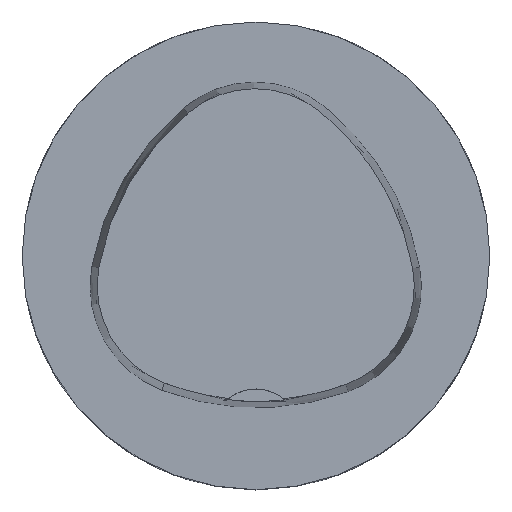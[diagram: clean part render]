
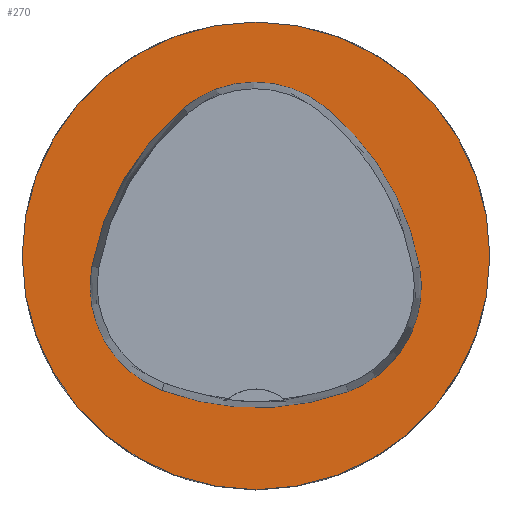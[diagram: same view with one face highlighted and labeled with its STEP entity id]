
A CAD part, top view. The second image highlights one B-rep face of the part: STEP entity #270.
In plain terms, the highlighted planar face has unit normal (0, 0, 1).
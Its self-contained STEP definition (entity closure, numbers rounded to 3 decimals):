
#270=ADVANCED_FACE('',(#649,#650),#342,.T.);
#342=PLANE('',#1773);
#649=FACE_BOUND('',#698,.T.);
#650=FACE_BOUND('',#699,.T.);
#698=EDGE_LOOP('',(#935,#936,#937,#938,#939,#940));
#699=EDGE_LOOP('',(#941));
#935=ORIENTED_EDGE('',*,*,#1464,.F.);
#936=ORIENTED_EDGE('',*,*,#1459,.F.);
#937=ORIENTED_EDGE('',*,*,#1454,.F.);
#938=ORIENTED_EDGE('',*,*,#1451,.F.);
#939=ORIENTED_EDGE('',*,*,#1448,.F.);
#940=ORIENTED_EDGE('',*,*,#1444,.F.);
#941=ORIENTED_EDGE('',*,*,#1435,.T.);
#1269=VERTEX_POINT('',#2586);
#1278=VERTEX_POINT('',#2605);
#1279=VERTEX_POINT('',#2606);
#1282=VERTEX_POINT('',#2614);
#1284=VERTEX_POINT('',#2620);
#1286=VERTEX_POINT('',#2626);
#1290=VERTEX_POINT('',#2639);
#1435=EDGE_CURVE('',#1269,#1269,#1584,.T.);
#1444=EDGE_CURVE('',#1278,#1279,#1585,.T.);
#1448=EDGE_CURVE('',#1279,#1282,#1587,.T.);
#1451=EDGE_CURVE('',#1282,#1284,#1589,.T.);
#1454=EDGE_CURVE('',#1284,#1286,#1591,.T.);
#1459=EDGE_CURVE('',#1286,#1290,#1594,.T.);
#1464=EDGE_CURVE('',#1290,#1278,#1597,.T.);
#1584=CIRCLE('',#1745,31.5);
#1585=CIRCLE('',#1751,36.);
#1587=CIRCLE('',#1754,15.);
#1589=CIRCLE('',#1757,36.);
#1591=CIRCLE('',#1760,15.);
#1594=CIRCLE('',#1764,36.);
#1597=CIRCLE('',#1768,15.);
#1745=AXIS2_PLACEMENT_3D('',#2585,#2030,#2031);
#1751=AXIS2_PLACEMENT_3D('',#2604,#2046,#2047);
#1754=AXIS2_PLACEMENT_3D('',#2613,#2054,#2055);
#1757=AXIS2_PLACEMENT_3D('',#2619,#2061,#2062);
#1760=AXIS2_PLACEMENT_3D('',#2625,#2068,#2069);
#1764=AXIS2_PLACEMENT_3D('',#2638,#2077,#2078);
#1768=AXIS2_PLACEMENT_3D('',#2651,#2086,#2087);
#1773=AXIS2_PLACEMENT_3D('',#2656,#2096,#2097);
#2030=DIRECTION('',(0.,0.,1.));
#2031=DIRECTION('',(1.,0.,0.));
#2046=DIRECTION('',(0.,0.,1.));
#2047=DIRECTION('',(1.,0.,0.));
#2054=DIRECTION('',(0.,0.,1.));
#2055=DIRECTION('',(1.,0.,0.));
#2061=DIRECTION('',(0.,0.,1.));
#2062=DIRECTION('',(1.,0.,0.));
#2068=DIRECTION('',(0.,0.,1.));
#2069=DIRECTION('',(1.,0.,0.));
#2077=DIRECTION('',(0.,0.,1.));
#2078=DIRECTION('',(1.,0.,0.));
#2086=DIRECTION('',(0.,0.,1.));
#2087=DIRECTION('',(1.,0.,0.));
#2096=DIRECTION('',(0.,0.,1.));
#2097=DIRECTION('',(-1.,0.,0.));
#2585=CARTESIAN_POINT('',(0.,0.,0.));
#2586=CARTESIAN_POINT('',(31.5,0.,0.));
#2604=CARTESIAN_POINT('',(-13.398,-7.893,0.));
#2605=CARTESIAN_POINT('',(22.041,-1.562,0.));
#2606=CARTESIAN_POINT('',(9.317,20.036,0.));
#2613=CARTESIAN_POINT('',(-0.148,8.399,0.));
#2614=CARTESIAN_POINT('',(-9.779,19.898,0.));
#2619=CARTESIAN_POINT('',(13.337,-7.7,0.));
#2620=CARTESIAN_POINT('',(-22.122,-1.48,0.));
#2625=CARTESIAN_POINT('',(-7.347,-4.071,0.));
#2626=CARTESIAN_POINT('',(-12.693,-18.087,0.));
#2638=CARTESIAN_POINT('',(0.137,15.55,0.));
#2639=CARTESIAN_POINT('',(12.373,-18.307,0.));
#2651=CARTESIAN_POINT('',(7.275,-4.2,0.));
#2656=CARTESIAN_POINT('',(0.,0.,0.));
